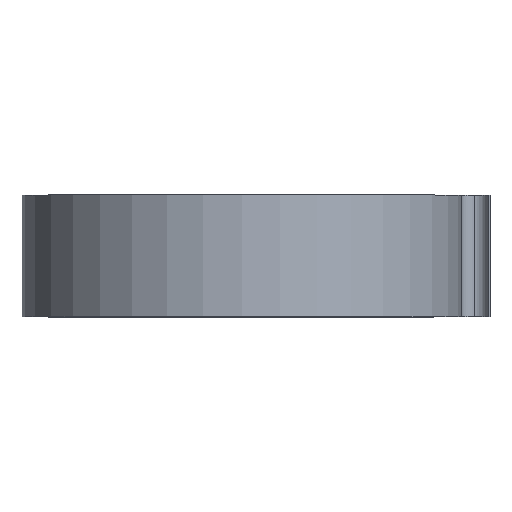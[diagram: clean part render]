
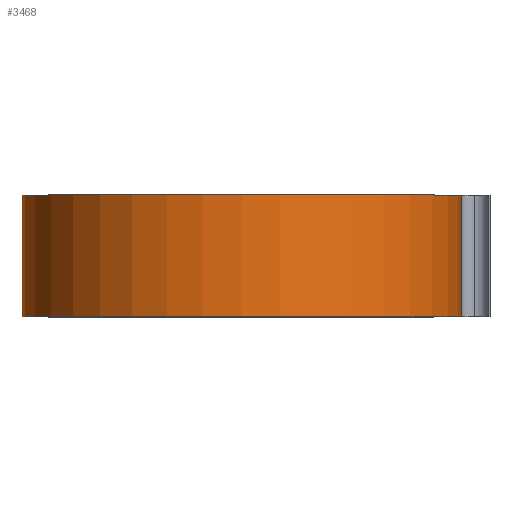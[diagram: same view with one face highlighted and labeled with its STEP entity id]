
A CAD part, top view. The second image highlights one B-rep face of the part: STEP entity #3468.
In plain terms, the highlighted cylindrical face has radius 32.5 mm (diameter 65 mm), a partial arc.
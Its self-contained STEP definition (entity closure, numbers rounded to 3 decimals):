
#52 = CARTESIAN_POINT ( 'NONE',  ( -32.5, 0., 0. ) ) ;
#165 = CIRCLE ( 'NONE', #2754, 32.5 ) ;
#183 = ORIENTED_EDGE ( 'NONE', *, *, #2706, .F. ) ;
#266 = CARTESIAN_POINT ( 'NONE',  ( 0., 18., 0. ) ) ;
#301 = VERTEX_POINT ( 'NONE', #650 ) ;
#552 = VERTEX_POINT ( 'NONE', #5503 ) ;
#650 = CARTESIAN_POINT ( 'NONE',  ( 32.5, 18., 0. ) ) ;
#836 = DIRECTION ( 'NONE',  ( 0., -1., 0. ) ) ;
#1418 = ORIENTED_EDGE ( 'NONE', *, *, #5392, .T. ) ;
#1490 = CARTESIAN_POINT ( 'NONE',  ( 0., 18., 0. ) ) ;
#1516 = DIRECTION ( 'NONE',  ( 0., 1., 0. ) ) ;
#1691 = EDGE_CURVE ( 'NONE', #552, #5130, #2498, .T. ) ;
#1845 = CARTESIAN_POINT ( 'NONE',  ( 32.5, 0., 0. ) ) ;
#1873 = DIRECTION ( 'NONE',  ( 0., 1., 0. ) ) ;
#2087 = VERTEX_POINT ( 'NONE', #1845 ) ;
#2299 = DIRECTION ( 'NONE',  ( 0., -1., 0. ) ) ;
#2498 = LINE ( 'NONE', #3484, #5771 ) ;
#2628 = EDGE_LOOP ( 'NONE', ( #1418, #4771, #183, #2874 ) ) ;
#2706 = EDGE_CURVE ( 'NONE', #552, #301, #165, .T. ) ;
#2754 = AXIS2_PLACEMENT_3D ( 'NONE', #1490, #1516, #4113 ) ;
#2832 = FACE_OUTER_BOUND ( 'NONE', #2628, .T. ) ;
#2874 = ORIENTED_EDGE ( 'NONE', *, *, #1691, .T. ) ;
#2909 = DIRECTION ( 'NONE',  ( 0., 0., -1. ) ) ;
#2935 = DIRECTION ( 'NONE',  ( 0., -1., 0. ) ) ;
#3104 = AXIS2_PLACEMENT_3D ( 'NONE', #266, #836, #2909 ) ;
#3468 = ADVANCED_FACE ( 'NONE', ( #2832 ), #3486, .T. ) ;
#3477 = DIRECTION ( 'NONE',  ( 1., 0., 0. ) ) ;
#3484 = CARTESIAN_POINT ( 'NONE',  ( -32.5, 18., 0. ) ) ;
#3486 = CYLINDRICAL_SURFACE ( 'NONE', #3104, 32.5 ) ;
#4113 = DIRECTION ( 'NONE',  ( 1., 0., 0. ) ) ;
#4444 = EDGE_CURVE ( 'NONE', #301, #2087, #4805, .T. ) ;
#4506 = AXIS2_PLACEMENT_3D ( 'NONE', #6595, #1873, #3477 ) ;
#4771 = ORIENTED_EDGE ( 'NONE', *, *, #4444, .F. ) ;
#4805 = LINE ( 'NONE', #6420, #6197 ) ;
#5130 = VERTEX_POINT ( 'NONE', #52 ) ;
#5392 = EDGE_CURVE ( 'NONE', #5130, #2087, #6011, .T. ) ;
#5503 = CARTESIAN_POINT ( 'NONE',  ( -32.5, 18., 0. ) ) ;
#5771 = VECTOR ( 'NONE', #2935, 1000. ) ;
#6011 = CIRCLE ( 'NONE', #4506, 32.5 ) ;
#6197 = VECTOR ( 'NONE', #2299, 1000. ) ;
#6420 = CARTESIAN_POINT ( 'NONE',  ( 32.5, 18., 0. ) ) ;
#6595 = CARTESIAN_POINT ( 'NONE',  ( 0., 0., 0. ) ) ;
